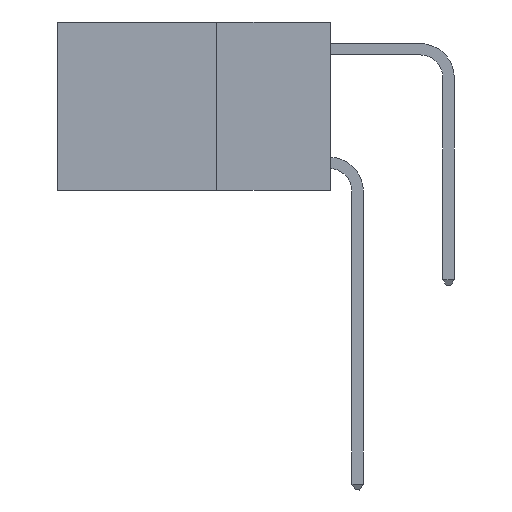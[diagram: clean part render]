
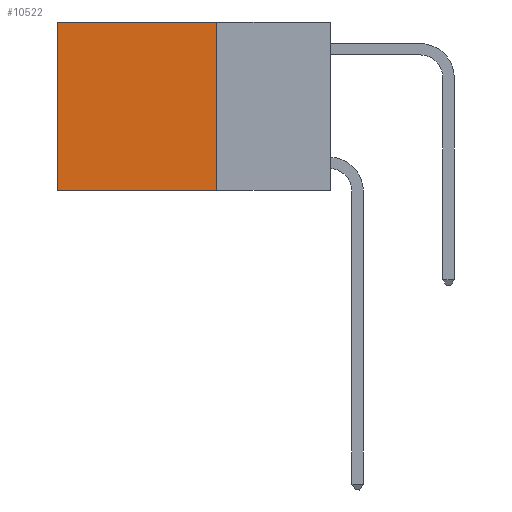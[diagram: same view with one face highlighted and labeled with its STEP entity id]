
A CAD part, left-side view. The second image highlights one B-rep face of the part: STEP entity #10522.
In plain terms, the highlighted planar face has unit normal (-1, 0, 0).
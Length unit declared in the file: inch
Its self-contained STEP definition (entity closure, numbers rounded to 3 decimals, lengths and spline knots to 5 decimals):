
#1045 = VERTEX_POINT ( 'NONE', #5028 ) ;
#1159 = DIRECTION ( 'NONE',  ( 0., 1., 0. ) ) ;
#2280 = CARTESIAN_POINT ( 'NONE',  ( 0.2625, 0.6, 0. ) ) ;
#2608 = VERTEX_POINT ( 'NONE', #19324 ) ;
#2723 = AXIS2_PLACEMENT_3D ( 'NONE', #12780, #3403, #19806 ) ;
#3065 = LINE ( 'NONE', #15207, #9320 ) ;
#3403 = DIRECTION ( 'NONE',  ( 1., 0., 0. ) ) ;
#4629 = DIRECTION ( 'NONE',  ( 0., 0., -1. ) ) ;
#5028 = CARTESIAN_POINT ( 'NONE',  ( 0.2625, 0.6, -0.37 ) ) ;
#5150 = LINE ( 'NONE', #2280, #16910 ) ;
#6072 = DIRECTION ( 'NONE',  ( 0., 1., 0. ) ) ;
#6724 = VECTOR ( 'NONE', #6072, 39.37008 ) ;
#9320 = VECTOR ( 'NONE', #1159, 39.37008 ) ;
#10522 = ADVANCED_FACE ( 'NONE', ( #27756 ), #24395, .F. ) ;
#11400 = CARTESIAN_POINT ( 'NONE',  ( 0.2625, 0.6, 0. ) ) ;
#11976 = CARTESIAN_POINT ( 'NONE',  ( 0.2625, 0.25, 0. ) ) ;
#12780 = CARTESIAN_POINT ( 'NONE',  ( 0.2625, 0.25, 0. ) ) ;
#12991 = LINE ( 'NONE', #20005, #6724 ) ;
#14060 = EDGE_CURVE ( 'NONE', #2608, #22938, #12991, .T. ) ;
#14626 = LINE ( 'NONE', #11976, #26299 ) ;
#15207 = CARTESIAN_POINT ( 'NONE',  ( 0.2625, 0.25, -0.37 ) ) ;
#16910 = VECTOR ( 'NONE', #4629, 39.37008 ) ;
#18456 = CARTESIAN_POINT ( 'NONE',  ( 0.2625, 0.25, -0.37 ) ) ;
#18639 = EDGE_CURVE ( 'NONE', #29979, #1045, #3065, .T. ) ;
#19324 = CARTESIAN_POINT ( 'NONE',  ( 0.2625, 0.25, 0. ) ) ;
#19806 = DIRECTION ( 'NONE',  ( 0., 0., -1. ) ) ;
#20005 = CARTESIAN_POINT ( 'NONE',  ( 0.2625, 0.25, 0. ) ) ;
#20319 = EDGE_CURVE ( 'NONE', #22938, #1045, #5150, .T. ) ;
#20449 = ORIENTED_EDGE ( 'NONE', *, *, #18639, .F. ) ;
#21356 = DIRECTION ( 'NONE',  ( 0., 0., -1. ) ) ;
#21726 = EDGE_CURVE ( 'NONE', #2608, #29979, #14626, .T. ) ;
#22938 = VERTEX_POINT ( 'NONE', #11400 ) ;
#22977 = EDGE_LOOP ( 'NONE', ( #27992, #20449, #23225, #27426 ) ) ;
#23225 = ORIENTED_EDGE ( 'NONE', *, *, #21726, .F. ) ;
#24395 = PLANE ( 'NONE',  #2723 ) ;
#26299 = VECTOR ( 'NONE', #21356, 39.37008 ) ;
#27426 = ORIENTED_EDGE ( 'NONE', *, *, #14060, .T. ) ;
#27756 = FACE_OUTER_BOUND ( 'NONE', #22977, .T. ) ;
#27992 = ORIENTED_EDGE ( 'NONE', *, *, #20319, .T. ) ;
#29979 = VERTEX_POINT ( 'NONE', #18456 ) ;
